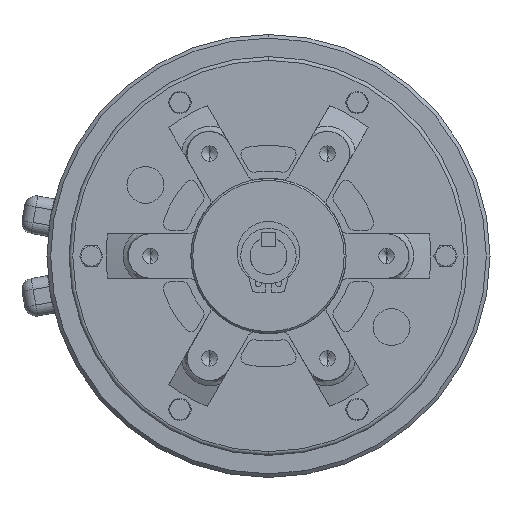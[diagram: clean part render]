
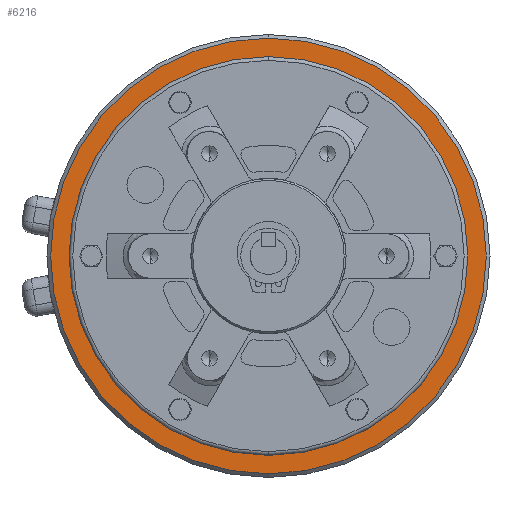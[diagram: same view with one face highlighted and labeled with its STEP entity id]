
A CAD part, left-side view. The second image highlights one B-rep face of the part: STEP entity #6216.
In plain terms, the highlighted planar face has unit normal (-1, 0, 0).
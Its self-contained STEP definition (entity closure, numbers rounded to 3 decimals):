
#163 = EDGE_LOOP ( 'NONE', ( #21361, #10703 ) ) ;
#208 = FACE_OUTER_BOUND ( 'NONE', #9828, .T. ) ;
#710 = CARTESIAN_POINT ( 'NONE',  ( -15., 0., 0. ) ) ;
#2335 = CARTESIAN_POINT ( 'NONE',  ( -15., 0., 54. ) ) ;
#4431 = DIRECTION ( 'NONE',  ( 0., 0., -1. ) ) ;
#4504 = EDGE_CURVE ( 'NONE', #5601, #16263, #11545, .T. ) ;
#4591 = DIRECTION ( 'NONE',  ( 0., 0., 1. ) ) ;
#5401 = DIRECTION ( 'NONE',  ( 0., 0., 1. ) ) ;
#5601 = VERTEX_POINT ( 'NONE', #12154 ) ;
#6026 = EDGE_CURVE ( 'NONE', #10628, #7487, #11786, .T. ) ;
#6216 = ADVANCED_FACE ( 'NONE', ( #18403, #208 ), #15710, .T. ) ;
#6402 = DIRECTION ( 'NONE',  ( 0., 0., 1. ) ) ;
#7175 = CARTESIAN_POINT ( 'NONE',  ( -15., 0., 59. ) ) ;
#7487 = VERTEX_POINT ( 'NONE', #17939 ) ;
#8095 = AXIS2_PLACEMENT_3D ( 'NONE', #710, #13675, #4591 ) ;
#8222 = CARTESIAN_POINT ( 'NONE',  ( -15., 0., 0. ) ) ;
#8509 = DIRECTION ( 'NONE',  ( -1., 0., 0. ) ) ;
#9120 = DIRECTION ( 'NONE',  ( -1., 0., 0. ) ) ;
#9828 = EDGE_LOOP ( 'NONE', ( #15262, #22360 ) ) ;
#10628 = VERTEX_POINT ( 'NONE', #2335 ) ;
#10703 = ORIENTED_EDGE ( 'NONE', *, *, #15194, .F. ) ;
#11338 = AXIS2_PLACEMENT_3D ( 'NONE', #19896, #9120, #5401 ) ;
#11545 = CIRCLE ( 'NONE', #8095, 59. ) ;
#11786 = CIRCLE ( 'NONE', #20644, 54. ) ;
#12154 = CARTESIAN_POINT ( 'NONE',  ( -15., 0., -59. ) ) ;
#13675 = DIRECTION ( 'NONE',  ( -1., 0., 0. ) ) ;
#14314 = CIRCLE ( 'NONE', #11338, 59. ) ;
#15194 = EDGE_CURVE ( 'NONE', #7487, #10628, #15205, .T. ) ;
#15205 = CIRCLE ( 'NONE', #18645, 54. ) ;
#15262 = ORIENTED_EDGE ( 'NONE', *, *, #21517, .T. ) ;
#15624 = DIRECTION ( 'NONE',  ( -1., 0., 0. ) ) ;
#15710 = PLANE ( 'NONE',  #23004 ) ;
#15836 = CARTESIAN_POINT ( 'NONE',  ( -15., 0., 0. ) ) ;
#16263 = VERTEX_POINT ( 'NONE', #7175 ) ;
#17422 = DIRECTION ( 'NONE',  ( -1., 0., 0. ) ) ;
#17939 = CARTESIAN_POINT ( 'NONE',  ( -15., 0., -54. ) ) ;
#18403 = FACE_BOUND ( 'NONE', #163, .T. ) ;
#18645 = AXIS2_PLACEMENT_3D ( 'NONE', #8222, #17422, #23008 ) ;
#19896 = CARTESIAN_POINT ( 'NONE',  ( -15., 0., 0. ) ) ;
#20644 = AXIS2_PLACEMENT_3D ( 'NONE', #15836, #8509, #6402 ) ;
#21361 = ORIENTED_EDGE ( 'NONE', *, *, #6026, .F. ) ;
#21517 = EDGE_CURVE ( 'NONE', #16263, #5601, #14314, .T. ) ;
#22360 = ORIENTED_EDGE ( 'NONE', *, *, #4504, .T. ) ;
#22995 = CARTESIAN_POINT ( 'NONE',  ( -15., 0., 0. ) ) ;
#23004 = AXIS2_PLACEMENT_3D ( 'NONE', #22995, #15624, #4431 ) ;
#23008 = DIRECTION ( 'NONE',  ( 0., 0., 1. ) ) ;
